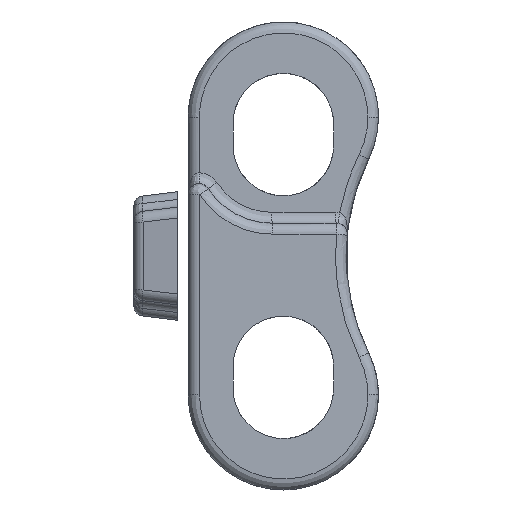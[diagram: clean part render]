
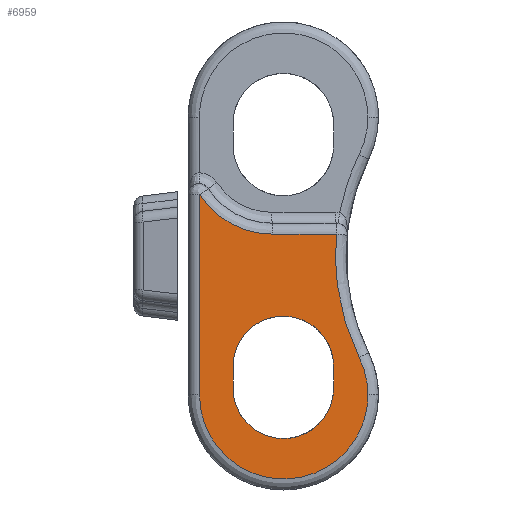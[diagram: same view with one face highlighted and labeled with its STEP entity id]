
A CAD part, left-side view. The second image highlights one B-rep face of the part: STEP entity #6959.
In plain terms, the highlighted planar face has unit normal (-0.999, -0.035, 0).
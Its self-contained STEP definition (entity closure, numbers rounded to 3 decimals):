
#1069 = VERTEX_POINT ( 'NONE', #2272 ) ;
#1328 = DIRECTION ( 'NONE',  ( -0.035, 0.999, 0. ) ) ;
#1629 = CARTESIAN_POINT ( 'NONE',  ( -42.092, -7.82, -4.646 ) ) ;
#1631 =( BOUNDED_CURVE ( )  B_SPLINE_CURVE ( 3, ( #6564, #2147, #3749, #5162 ),
 .UNSPECIFIED., .F., .T. ) 
 B_SPLINE_CURVE_WITH_KNOTS ( ( 4, 4 ),
 ( 0., 0.458 ),
 .UNSPECIFIED. ) 
 CURVE ( )  GEOMETRIC_REPRESENTATION_ITEM ( )  RATIONAL_B_SPLINE_CURVE ( ( 1., 0.983, 0.983, 1. ) ) 
 REPRESENTATION_ITEM ( '' )  );
#1657 = CARTESIAN_POINT ( 'NONE',  ( -42.128, -6.784, 1. ) ) ;
#1993 = CARTESIAN_POINT ( 'NONE',  ( -42.133, -6.65, -0.45 ) ) ;
#2089 = CARTESIAN_POINT ( 'NONE',  ( -42.293, -2.05, -5.05 ) ) ;
#2147 = CARTESIAN_POINT ( 'NONE',  ( -42.078, -8.217, -5.757 ) ) ;
#2272 = CARTESIAN_POINT ( 'NONE',  ( -42.213, -4.35, -8.35 ) ) ;
#2483 = EDGE_CURVE ( 'NONE', #8040, #5638, #7705, .T. ) ;
#2840 = AXIS2_PLACEMENT_3D ( 'NONE', #11951, #5927, #16337 ) ;
#3262 =( BOUNDED_CURVE ( )  B_SPLINE_CURVE ( 3, ( #2089, #16445, #1993, #16181 ),
 .UNSPECIFIED., .F., .T. ) 
 B_SPLINE_CURVE_WITH_KNOTS ( ( 4, 4 ),
 ( 3.142, 6.283 ),
 .UNSPECIFIED. ) 
 CURVE ( )  GEOMETRIC_REPRESENTATION_ITEM ( )  RATIONAL_B_SPLINE_CURVE ( ( 1., 0.333, 0.333, 1. ) ) 
 REPRESENTATION_ITEM ( '' )  );
#3275 = CARTESIAN_POINT ( 'NONE',  ( -42.133, -6.65, -7.397 ) ) ;
#3348 = CARTESIAN_POINT ( 'NONE',  ( -42.347, -0.517, -14.05 ) ) ;
#3434 = CARTESIAN_POINT ( 'NONE',  ( -42.128, -6.784, 1. ) ) ;
#3464 = CARTESIAN_POINT ( 'NONE',  ( -42.166, -5.697, -8.35 ) ) ;
#3626 = CARTESIAN_POINT ( 'NONE',  ( -42.347, -0.517, 2.8 ) ) ;
#3714 = CARTESIAN_POINT ( 'NONE',  ( -42.23, -3.858, 1. ) ) ;
#3732 = CARTESIAN_POINT ( 'NONE',  ( -42.347, -0.517, -6.35 ) ) ;
#3749 = CARTESIAN_POINT ( 'NONE',  ( -42.083, -8.083, -5.179 ) ) ;
#3966 = CARTESIAN_POINT ( 'NONE',  ( -42.078, -8.217, -6.35 ) ) ;
#4117 = EDGE_CURVE ( 'NONE', #4418, #8040, #18408, .T. ) ;
#4254 = CARTESIAN_POINT ( 'NONE',  ( -42.365, 0., 1. ) ) ;
#4418 = VERTEX_POINT ( 'NONE', #14657 ) ;
#4425 = FACE_BOUND ( 'NONE', #15727, .T. ) ;
#4441 = VERTEX_POINT ( 'NONE', #4898 ) ;
#4483 = DIRECTION ( 'NONE',  ( 0., 0., 1. ) ) ;
#4574 = CARTESIAN_POINT ( 'NONE',  ( -42.092, -7.82, -4.646 ) ) ;
#4691 = EDGE_CURVE ( 'NONE', #5822, #5114, #5194, .T. ) ;
#4694 =( BOUNDED_CURVE ( )  B_SPLINE_CURVE ( 3, ( #5151, #16417, #13883, #16589 ),
 .UNSPECIFIED., .F., .T. ) 
 B_SPLINE_CURVE_WITH_KNOTS ( ( 4, 4 ),
 ( 1.571, 3.142 ),
 .UNSPECIFIED. ) 
 CURVE ( )  GEOMETRIC_REPRESENTATION_ITEM ( )  RATIONAL_B_SPLINE_CURVE ( ( 1., 0.805, 0.805, 1. ) ) 
 REPRESENTATION_ITEM ( '' )  );
#4748 = ORIENTED_EDGE ( 'NONE', *, *, #10441, .T. ) ;
#4815 = VERTEX_POINT ( 'NONE', #13667 ) ;
#4898 = CARTESIAN_POINT ( 'NONE',  ( -42.133, -6.65, -5.05 ) ) ;
#5114 = VERTEX_POINT ( 'NONE', #3434 ) ;
#5151 = CARTESIAN_POINT ( 'NONE',  ( -42.213, -4.35, -8.35 ) ) ;
#5162 = CARTESIAN_POINT ( 'NONE',  ( -42.092, -7.82, -4.646 ) ) ;
#5194 =( BOUNDED_CURVE ( )  B_SPLINE_CURVE ( 3, ( #4574, #5792, #8897, #1657 ),
 .UNSPECIFIED., .F., .T. ) 
 B_SPLINE_CURVE_WITH_KNOTS ( ( 4, 4 ),
 ( 2.683, 3.237 ),
 .UNSPECIFIED. ) 
 CURVE ( )  GEOMETRIC_REPRESENTATION_ITEM ( )  RATIONAL_B_SPLINE_CURVE ( ( 1., 0.975, 0.975, 1. ) ) 
 REPRESENTATION_ITEM ( '' )  );
#5578 = VECTOR ( 'NONE', #1328, 1000. ) ;
#5638 = VERTEX_POINT ( 'NONE', #10668 ) ;
#5792 = CARTESIAN_POINT ( 'NONE',  ( -42.122, -6.951, -2.886 ) ) ;
#5822 = VERTEX_POINT ( 'NONE', #1629 ) ;
#5927 = DIRECTION ( 'NONE',  ( -0.999, -0.035, 0. ) ) ;
#6564 = CARTESIAN_POINT ( 'NONE',  ( -42.078, -8.217, -6.35 ) ) ;
#6859 = LINE ( 'NONE', #18307, #9176 ) ;
#6959 = ADVANCED_FACE ( 'NONE', ( #4425, #8850 ), #10627, .T. ) ;
#7075 = EDGE_CURVE ( 'NONE', #5638, #5822, #1631, .T. ) ;
#7705 =( BOUNDED_CURVE ( )  B_SPLINE_CURVE ( 3, ( #11096, #3348, #16816, #3966 ),
 .UNSPECIFIED., .F., .T. ) 
 B_SPLINE_CURVE_WITH_KNOTS ( ( 4, 4 ),
 ( 3.142, 6.283 ),
 .UNSPECIFIED. ) 
 CURVE ( )  GEOMETRIC_REPRESENTATION_ITEM ( )  RATIONAL_B_SPLINE_CURVE ( ( 1., 0.333, 0.333, 1. ) ) 
 REPRESENTATION_ITEM ( '' )  );
#8040 = VERTEX_POINT ( 'NONE', #3732 ) ;
#8491 = LINE ( 'NONE', #4254, #5578 ) ;
#8611 = VERTEX_POINT ( 'NONE', #12807 ) ;
#8850 = FACE_OUTER_BOUND ( 'NONE', #14490, .T. ) ;
#8897 = CARTESIAN_POINT ( 'NONE',  ( -42.135, -6.597, -0.955 ) ) ;
#8983 = EDGE_CURVE ( 'NONE', #11638, #1069, #10304, .T. ) ;
#9176 = VECTOR ( 'NONE', #11366, 1000. ) ;
#9207 = CARTESIAN_POINT ( 'NONE',  ( -42.133, -6.65, -6.05 ) ) ;
#9213 = ORIENTED_EDGE ( 'NONE', *, *, #8983, .T. ) ;
#9446 = CARTESIAN_POINT ( 'NONE',  ( -42.321, -1.273, 1.652 ) ) ;
#9735 = EDGE_CURVE ( 'NONE', #8611, #4418, #13541, .T. ) ;
#9908 = ORIENTED_EDGE ( 'NONE', *, *, #4117, .T. ) ;
#10304 =( BOUNDED_CURVE ( )  B_SPLINE_CURVE ( 3, ( #17822, #3275, #3464, #16042 ),
 .UNSPECIFIED., .F., .T. ) 
 B_SPLINE_CURVE_WITH_KNOTS ( ( 4, 4 ),
 ( 0., 1.571 ),
 .UNSPECIFIED. ) 
 CURVE ( )  GEOMETRIC_REPRESENTATION_ITEM ( )  RATIONAL_B_SPLINE_CURVE ( ( 1., 0.805, 0.805, 1. ) ) 
 REPRESENTATION_ITEM ( '' )  );
#10441 = EDGE_CURVE ( 'NONE', #4815, #11066, #11183, .T. ) ;
#10627 = PLANE ( 'NONE',  #2840 ) ;
#10668 = CARTESIAN_POINT ( 'NONE',  ( -42.078, -8.217, -6.35 ) ) ;
#10856 = CARTESIAN_POINT ( 'NONE',  ( -42.278, -2.484, 1. ) ) ;
#10921 = EDGE_CURVE ( 'NONE', #5114, #8611, #8491, .T. ) ;
#11066 = VERTEX_POINT ( 'NONE', #17565 ) ;
#11078 = CARTESIAN_POINT ( 'NONE',  ( -42.293, -2.05, -6.05 ) ) ;
#11096 = CARTESIAN_POINT ( 'NONE',  ( -42.347, -0.517, -6.35 ) ) ;
#11149 = ORIENTED_EDGE ( 'NONE', *, *, #11343, .T. ) ;
#11183 = LINE ( 'NONE', #11078, #13076 ) ;
#11343 = EDGE_CURVE ( 'NONE', #4441, #11638, #6859, .T. ) ;
#11366 = DIRECTION ( 'NONE',  ( 0., 0., -1. ) ) ;
#11638 = VERTEX_POINT ( 'NONE', #9207 ) ;
#11951 = CARTESIAN_POINT ( 'NONE',  ( -42.365, 0., 10.7 ) ) ;
#12254 = ORIENTED_EDGE ( 'NONE', *, *, #7075, .T. ) ;
#12807 = CARTESIAN_POINT ( 'NONE',  ( -42.23, -3.858, 1. ) ) ;
#13076 = VECTOR ( 'NONE', #4483, 1000. ) ;
#13317 = EDGE_CURVE ( 'NONE', #1069, #4815, #4694, .T. ) ;
#13541 =( BOUNDED_CURVE ( )  B_SPLINE_CURVE ( 3, ( #3714, #10856, #9446, #3626 ),
 .UNSPECIFIED., .F., .F. ) 
 B_SPLINE_CURVE_WITH_KNOTS ( ( 4, 4 ),
 ( 4.712, 5.701 ),
 .UNSPECIFIED. ) 
 CURVE ( )  GEOMETRIC_REPRESENTATION_ITEM ( )  RATIONAL_B_SPLINE_CURVE ( ( 1., 0.92, 0.92, 1. ) ) 
 REPRESENTATION_ITEM ( '' )  );
#13667 = CARTESIAN_POINT ( 'NONE',  ( -42.293, -2.05, -6.05 ) ) ;
#13883 = CARTESIAN_POINT ( 'NONE',  ( -42.293, -2.05, -7.397 ) ) ;
#14085 = ORIENTED_EDGE ( 'NONE', *, *, #16713, .T. ) ;
#14490 = EDGE_LOOP ( 'NONE', ( #9908, #16639, #12254, #16287, #16144, #14648 ) ) ;
#14648 = ORIENTED_EDGE ( 'NONE', *, *, #9735, .T. ) ;
#14657 = CARTESIAN_POINT ( 'NONE',  ( -42.347, -0.517, 2.8 ) ) ;
#15404 = DIRECTION ( 'NONE',  ( 0., 0., -1. ) ) ;
#15727 = EDGE_LOOP ( 'NONE', ( #9213, #16837, #4748, #14085, #11149 ) ) ;
#16042 = CARTESIAN_POINT ( 'NONE',  ( -42.213, -4.35, -8.35 ) ) ;
#16144 = ORIENTED_EDGE ( 'NONE', *, *, #10921, .T. ) ;
#16181 = CARTESIAN_POINT ( 'NONE',  ( -42.133, -6.65, -5.05 ) ) ;
#16287 = ORIENTED_EDGE ( 'NONE', *, *, #4691, .T. ) ;
#16337 = DIRECTION ( 'NONE',  ( 0.035, -0.999, 0. ) ) ;
#16417 = CARTESIAN_POINT ( 'NONE',  ( -42.26, -3.003, -8.35 ) ) ;
#16445 = CARTESIAN_POINT ( 'NONE',  ( -42.293, -2.05, -0.45 ) ) ;
#16589 = CARTESIAN_POINT ( 'NONE',  ( -42.293, -2.05, -6.05 ) ) ;
#16592 = VECTOR ( 'NONE', #15404, 1000. ) ;
#16626 = CARTESIAN_POINT ( 'NONE',  ( -42.347, -0.517, 10.7 ) ) ;
#16639 = ORIENTED_EDGE ( 'NONE', *, *, #2483, .T. ) ;
#16713 = EDGE_CURVE ( 'NONE', #11066, #4441, #3262, .T. ) ;
#16816 = CARTESIAN_POINT ( 'NONE',  ( -42.078, -8.217, -14.05 ) ) ;
#16837 = ORIENTED_EDGE ( 'NONE', *, *, #13317, .T. ) ;
#17565 = CARTESIAN_POINT ( 'NONE',  ( -42.293, -2.05, -5.05 ) ) ;
#17822 = CARTESIAN_POINT ( 'NONE',  ( -42.133, -6.65, -6.05 ) ) ;
#18307 = CARTESIAN_POINT ( 'NONE',  ( -42.133, -6.65, -6.05 ) ) ;
#18408 = LINE ( 'NONE', #16626, #16592 ) ;
